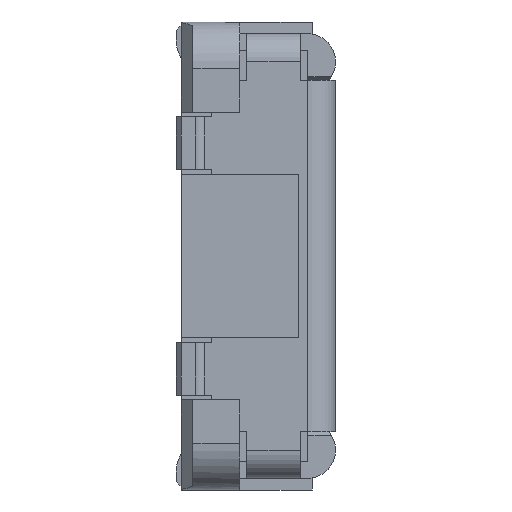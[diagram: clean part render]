
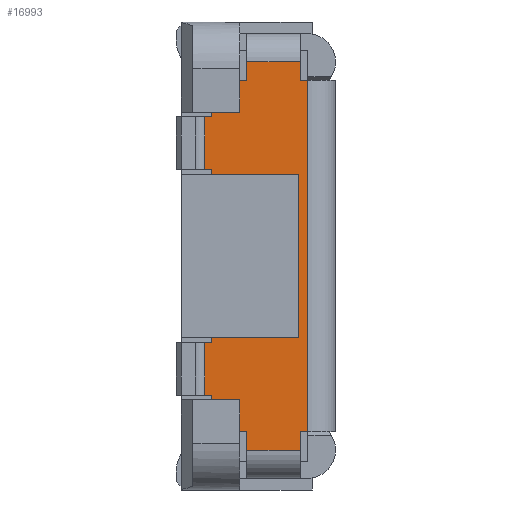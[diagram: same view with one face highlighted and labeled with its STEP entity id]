
A CAD part, left-side view. The second image highlights one B-rep face of the part: STEP entity #16993.
In plain terms, the highlighted planar face has unit normal (-1, 0, 0).
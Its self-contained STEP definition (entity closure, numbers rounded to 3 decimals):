
#855=DIRECTION('',(0.,-1.,0.));
#856=VECTOR('',#855,0.03);
#857=CARTESIAN_POINT('',(-3.165,-0.25,0.75));
#858=LINE('',#857,#856);
#885=DIRECTION('',(0.,-1.,0.));
#886=VECTOR('',#885,0.03);
#887=CARTESIAN_POINT('',(-3.165,-0.51,0.75));
#888=LINE('',#887,#886);
#2495=DIRECTION('',(0.,0.,1.));
#2496=VECTOR('',#2495,0.135);
#2497=CARTESIAN_POINT('',(-3.165,-0.25,-0.75));
#2498=LINE('',#2497,#2496);
#2503=DIRECTION('',(0.,0.,1.));
#2504=VECTOR('',#2503,0.135);
#2505=CARTESIAN_POINT('',(-3.165,-0.25,0.615));
#2506=LINE('',#2505,#2504);
#2527=DIRECTION('',(0.,-1.,0.));
#2528=VECTOR('',#2527,0.03);
#2529=CARTESIAN_POINT('',(-3.165,-0.25,-0.75));
#2530=LINE('',#2529,#2528);
#2556=DIRECTION('',(0.,-1.,0.));
#2557=VECTOR('',#2556,0.03);
#2558=CARTESIAN_POINT('',(-3.165,-0.51,-0.75));
#2559=LINE('',#2558,#2557);
#3678=DIRECTION('',(0.,1.,0.));
#3679=VECTOR('',#3678,0.03);
#3680=CARTESIAN_POINT('',(-3.165,-0.13,-0.37));
#3681=LINE('',#3680,#3679);
#3738=DIRECTION('',(0.,-1.,0.));
#3739=VECTOR('',#3738,0.23);
#3740=CARTESIAN_POINT('',(-3.165,-0.28,0.83));
#3741=LINE('',#3740,#3739);
#3742=DIRECTION('',(0.,0.,-1.));
#3743=VECTOR('',#3742,0.08);
#3744=CARTESIAN_POINT('',(-3.165,-0.51,0.83));
#3745=LINE('',#3744,#3743);
#3746=DIRECTION('',(0.,0.,-1.));
#3747=VECTOR('',#3746,1.5);
#3748=CARTESIAN_POINT('',(-3.165,-0.54,0.75));
#3749=LINE('',#3748,#3747);
#3750=DIRECTION('',(0.,0.,-1.));
#3751=VECTOR('',#3750,0.08);
#3752=CARTESIAN_POINT('',(-3.165,-0.51,-0.75));
#3753=LINE('',#3752,#3751);
#3754=DIRECTION('',(0.,1.,0.));
#3755=VECTOR('',#3754,0.23);
#3756=CARTESIAN_POINT('',(-3.165,-0.51,-0.83));
#3757=LINE('',#3756,#3755);
#3758=DIRECTION('',(0.,0.,1.));
#3759=VECTOR('',#3758,0.08);
#3760=CARTESIAN_POINT('',(-3.165,-0.28,-0.83));
#3761=LINE('',#3760,#3759);
#3762=DIRECTION('',(0.,0.,1.));
#3763=VECTOR('',#3762,0.02);
#3764=CARTESIAN_POINT('',(-3.165,-0.13,-0.615));
#3765=LINE('',#3764,#3763);
#3766=DIRECTION('',(0.,1.,0.));
#3767=VECTOR('',#3766,0.03);
#3768=CARTESIAN_POINT('',(-3.165,-0.13,-0.595));
#3769=LINE('',#3768,#3767);
#3770=DIRECTION('',(0.,0.,1.));
#3771=VECTOR('',#3770,0.225);
#3772=CARTESIAN_POINT('',(-3.165,-0.1,-0.595));
#3773=LINE('',#3772,#3771);
#3774=DIRECTION('',(0.,0.,1.));
#3775=VECTOR('',#3774,0.02);
#3776=CARTESIAN_POINT('',(-3.165,-0.13,-0.37));
#3777=LINE('',#3776,#3775);
#3778=DIRECTION('',(0.,0.,1.));
#3779=VECTOR('',#3778,0.02);
#3780=CARTESIAN_POINT('',(-3.165,-0.13,0.35));
#3781=LINE('',#3780,#3779);
#3782=DIRECTION('',(0.,1.,0.));
#3783=VECTOR('',#3782,0.03);
#3784=CARTESIAN_POINT('',(-3.165,-0.13,0.37));
#3785=LINE('',#3784,#3783);
#3786=DIRECTION('',(0.,0.,1.));
#3787=VECTOR('',#3786,0.225);
#3788=CARTESIAN_POINT('',(-3.165,-0.1,0.37));
#3789=LINE('',#3788,#3787);
#3790=DIRECTION('',(0.,0.,1.));
#3791=VECTOR('',#3790,0.02);
#3792=CARTESIAN_POINT('',(-3.165,-0.13,0.595));
#3793=LINE('',#3792,#3791);
#3794=DIRECTION('',(0.,0.,1.));
#3795=VECTOR('',#3794,0.08);
#3796=CARTESIAN_POINT('',(-3.165,-0.28,0.75));
#3797=LINE('',#3796,#3795);
#4152=DIRECTION('',(0.,1.,0.));
#4153=VECTOR('',#4152,0.12);
#4154=CARTESIAN_POINT('',(-3.165,-0.25,-0.615));
#4155=LINE('',#4154,#4153);
#4220=DIRECTION('',(0.,1.,0.));
#4221=VECTOR('',#4220,0.37);
#4222=CARTESIAN_POINT('',(-3.165,-0.5,-0.35));
#4223=LINE('',#4222,#4221);
#4228=DIRECTION('',(0.,0.,1.));
#4229=VECTOR('',#4228,0.7);
#4230=CARTESIAN_POINT('',(-3.165,-0.5,-0.35));
#4231=LINE('',#4230,#4229);
#4244=DIRECTION('',(0.,1.,0.));
#4245=VECTOR('',#4244,0.37);
#4246=CARTESIAN_POINT('',(-3.165,-0.5,0.35));
#4247=LINE('',#4246,#4245);
#9201=DIRECTION('',(0.,1.,0.));
#9202=VECTOR('',#9201,0.12);
#9203=CARTESIAN_POINT('',(-3.165,-0.25,0.615));
#9204=LINE('',#9203,#9202);
#9585=DIRECTION('',(0.,1.,0.));
#9586=VECTOR('',#9585,0.03);
#9587=CARTESIAN_POINT('',(-3.165,-0.13,0.595));
#9588=LINE('',#9587,#9586);
#10349=CARTESIAN_POINT('',(-3.165,-0.5,-0.35));
#10350=VERTEX_POINT('',#10349);
#10351=CARTESIAN_POINT('',(-3.165,-0.5,0.35));
#10352=VERTEX_POINT('',#10351);
#11842=CARTESIAN_POINT('',(-3.165,-0.13,-0.35));
#11844=VERTEX_POINT('',#11842);
#11846=CARTESIAN_POINT('',(-3.165,-0.13,0.35));
#11848=VERTEX_POINT('',#11846);
#12090=CARTESIAN_POINT('',(-3.165,-0.13,-0.615));
#12092=VERTEX_POINT('',#12090);
#12093=CARTESIAN_POINT('',(-3.165,-0.25,-0.615));
#12094=VERTEX_POINT('',#12093);
#12096=CARTESIAN_POINT('',(-3.165,-0.13,0.615));
#12098=VERTEX_POINT('',#12096);
#12099=CARTESIAN_POINT('',(-3.165,-0.25,0.615));
#12100=VERTEX_POINT('',#12099);
#12102=CARTESIAN_POINT('',(-3.165,-0.25,-0.75));
#12104=VERTEX_POINT('',#12102);
#12106=CARTESIAN_POINT('',(-3.165,-0.25,0.75));
#12108=VERTEX_POINT('',#12106);
#12113=CARTESIAN_POINT('',(-3.165,-0.54,0.75));
#12114=CARTESIAN_POINT('',(-3.165,-0.54,-0.75));
#12115=VERTEX_POINT('',#12113);
#12116=VERTEX_POINT('',#12114);
#12144=CARTESIAN_POINT('',(-3.165,-0.13,-0.595));
#12146=VERTEX_POINT('',#12144);
#12148=CARTESIAN_POINT('',(-3.165,-0.13,-0.37));
#12150=VERTEX_POINT('',#12148);
#12156=CARTESIAN_POINT('',(-3.165,-0.13,0.37));
#12157=VERTEX_POINT('',#12156);
#12158=CARTESIAN_POINT('',(-3.165,-0.13,0.595));
#12159=VERTEX_POINT('',#12158);
#12176=CARTESIAN_POINT('',(-3.165,-0.1,0.37));
#12177=CARTESIAN_POINT('',(-3.165,-0.1,0.595));
#12178=VERTEX_POINT('',#12176);
#12179=VERTEX_POINT('',#12177);
#12184=CARTESIAN_POINT('',(-3.165,-0.1,-0.595));
#12185=CARTESIAN_POINT('',(-3.165,-0.1,-0.37));
#12186=VERTEX_POINT('',#12184);
#12187=VERTEX_POINT('',#12185);
#12669=CARTESIAN_POINT('',(-3.165,-0.28,-0.75));
#12670=VERTEX_POINT('',#12669);
#12671=CARTESIAN_POINT('',(-3.165,-0.51,-0.75));
#12672=VERTEX_POINT('',#12671);
#12673=CARTESIAN_POINT('',(-3.165,-0.28,0.75));
#12674=VERTEX_POINT('',#12673);
#12675=CARTESIAN_POINT('',(-3.165,-0.51,0.75));
#12676=VERTEX_POINT('',#12675);
#12751=CARTESIAN_POINT('',(-3.165,-0.51,0.83));
#12753=VERTEX_POINT('',#12751);
#12754=CARTESIAN_POINT('',(-3.165,-0.28,0.83));
#12755=VERTEX_POINT('',#12754);
#12759=CARTESIAN_POINT('',(-3.165,-0.28,-0.83));
#12761=VERTEX_POINT('',#12759);
#12762=CARTESIAN_POINT('',(-3.165,-0.51,-0.83));
#12763=VERTEX_POINT('',#12762);
#16942=CARTESIAN_POINT('',(-3.165,-0.13,-0.59));
#16943=DIRECTION('',(-1.,0.,0.));
#16944=DIRECTION('',(0.,-1.,0.));
#16945=AXIS2_PLACEMENT_3D('',#16942,#16943,#16944);
#16946=PLANE('',#16945);
#16948=ORIENTED_EDGE('',*,*,#16947,.T.);
#16950=ORIENTED_EDGE('',*,*,#16949,.T.);
#16951=ORIENTED_EDGE('',*,*,#13846,.T.);
#16953=ORIENTED_EDGE('',*,*,#16952,.T.);
#16954=ORIENTED_EDGE('',*,*,#15452,.F.);
#16956=ORIENTED_EDGE('',*,*,#16955,.T.);
#16958=ORIENTED_EDGE('',*,*,#16957,.T.);
#16960=ORIENTED_EDGE('',*,*,#16959,.T.);
#16961=ORIENTED_EDGE('',*,*,#15416,.F.);
#16962=ORIENTED_EDGE('',*,*,#15363,.T.);
#16964=ORIENTED_EDGE('',*,*,#16963,.T.);
#16965=ORIENTED_EDGE('',*,*,#16903,.T.);
#16966=ORIENTED_EDGE('',*,*,#16821,.T.);
#16968=ORIENTED_EDGE('',*,*,#16967,.T.);
#16969=ORIENTED_EDGE('',*,*,#16869,.F.);
#16970=ORIENTED_EDGE('',*,*,#16911,.T.);
#16972=ORIENTED_EDGE('',*,*,#16971,.F.);
#16974=ORIENTED_EDGE('',*,*,#16973,.T.);
#16976=ORIENTED_EDGE('',*,*,#16975,.T.);
#16977=ORIENTED_EDGE('',*,*,#16927,.T.);
#16979=ORIENTED_EDGE('',*,*,#16978,.T.);
#16981=ORIENTED_EDGE('',*,*,#16980,.T.);
#16983=ORIENTED_EDGE('',*,*,#16982,.F.);
#16984=ORIENTED_EDGE('',*,*,#16935,.T.);
#16986=ORIENTED_EDGE('',*,*,#16985,.F.);
#16987=ORIENTED_EDGE('',*,*,#15374,.T.);
#16988=ORIENTED_EDGE('',*,*,#13809,.T.);
#16990=ORIENTED_EDGE('',*,*,#16989,.T.);
#16991=EDGE_LOOP('',(#16948,#16950,#16951,#16953,#16954,#16956,#16958,#16960,
#16961,#16962,#16964,#16965,#16966,#16968,#16969,#16970,#16972,#16974,#16976,
#16977,#16979,#16981,#16983,#16984,#16986,#16987,#16988,#16990));
#16992=FACE_OUTER_BOUND('',#16991,.F.);
#16993=ADVANCED_FACE('',(#16992),#16946,.T.);
#13809=EDGE_CURVE('',#12108,#12674,#858,.T.);
#13846=EDGE_CURVE('',#12676,#12115,#888,.T.);
#15363=EDGE_CURVE('',#12104,#12094,#2498,.T.);
#15374=EDGE_CURVE('',#12100,#12108,#2506,.T.);
#15416=EDGE_CURVE('',#12104,#12670,#2530,.T.);
#15452=EDGE_CURVE('',#12672,#12116,#2559,.T.);
#16821=EDGE_CURVE('',#12146,#12186,#3769,.T.);
#16869=EDGE_CURVE('',#12150,#12187,#3681,.T.);
#16903=EDGE_CURVE('',#12092,#12146,#3765,.T.);
#16911=EDGE_CURVE('',#12150,#11844,#3777,.T.);
#16927=EDGE_CURVE('',#11848,#12157,#3781,.T.);
#16935=EDGE_CURVE('',#12159,#12098,#3793,.T.);
#16947=EDGE_CURVE('',#12755,#12753,#3741,.T.);
#16949=EDGE_CURVE('',#12753,#12676,#3745,.T.);
#16952=EDGE_CURVE('',#12115,#12116,#3749,.T.);
#16955=EDGE_CURVE('',#12672,#12763,#3753,.T.);
#16957=EDGE_CURVE('',#12763,#12761,#3757,.T.);
#16959=EDGE_CURVE('',#12761,#12670,#3761,.T.);
#16963=EDGE_CURVE('',#12094,#12092,#4155,.T.);
#16967=EDGE_CURVE('',#12186,#12187,#3773,.T.);
#16971=EDGE_CURVE('',#10350,#11844,#4223,.T.);
#16973=EDGE_CURVE('',#10350,#10352,#4231,.T.);
#16975=EDGE_CURVE('',#10352,#11848,#4247,.T.);
#16978=EDGE_CURVE('',#12157,#12178,#3785,.T.);
#16980=EDGE_CURVE('',#12178,#12179,#3789,.T.);
#16982=EDGE_CURVE('',#12159,#12179,#9588,.T.);
#16985=EDGE_CURVE('',#12100,#12098,#9204,.T.);
#16989=EDGE_CURVE('',#12674,#12755,#3797,.T.);
